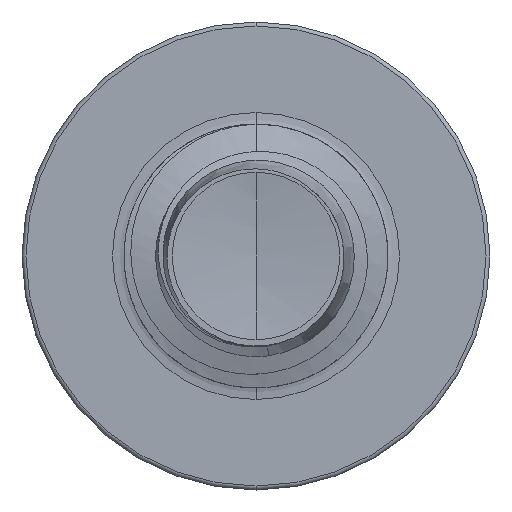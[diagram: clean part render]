
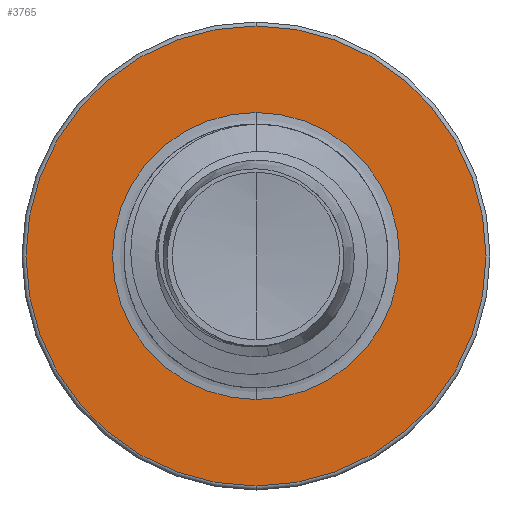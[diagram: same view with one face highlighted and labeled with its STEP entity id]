
A CAD part, front view. The second image highlights one B-rep face of the part: STEP entity #3765.
In plain terms, the highlighted planar face has unit normal (0, -1, 0).
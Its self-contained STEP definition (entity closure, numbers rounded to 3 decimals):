
#526 = DIRECTION ( 'NONE',  ( 0., 0., 1. ) ) ;
#546 = DIRECTION ( 'NONE',  ( 0., 1., 0. ) ) ;
#567 = CARTESIAN_POINT ( 'NONE',  ( 0., 4.5, 0. ) ) ;
#726 = PLANE ( 'NONE',  #13225 ) ;
#925 = EDGE_LOOP ( 'NONE', ( #9992, #9306 ) ) ;
#1077 = VERTEX_POINT ( 'NONE', #2203 ) ;
#1686 = CIRCLE ( 'NONE', #5563, 1.917 ) ;
#2068 = EDGE_CURVE ( 'NONE', #3339, #1077, #14485, .T. ) ;
#2203 = CARTESIAN_POINT ( 'NONE',  ( 0., 4.5, -1.196 ) ) ;
#3003 = CARTESIAN_POINT ( 'NONE',  ( 0., 4.5, 0. ) ) ;
#3339 = VERTEX_POINT ( 'NONE', #14620 ) ;
#3765 = ADVANCED_FACE ( 'NONE', ( #14112, #16486 ), #726, .F. ) ;
#3874 = EDGE_LOOP ( 'NONE', ( #12897, #10841 ) ) ;
#4469 = EDGE_CURVE ( 'NONE', #15214, #11432, #6868, .T. ) ;
#5401 = AXIS2_PLACEMENT_3D ( 'NONE', #567, #546, #526 ) ;
#5563 = AXIS2_PLACEMENT_3D ( 'NONE', #13862, #6059, #14937 ) ;
#5828 = DIRECTION ( 'NONE',  ( 0., 0., 1. ) ) ;
#5833 = DIRECTION ( 'NONE',  ( 0., 1., 0. ) ) ;
#5850 = CARTESIAN_POINT ( 'NONE',  ( 0., 4.5, 0. ) ) ;
#6059 = DIRECTION ( 'NONE',  ( 0., 1., 0. ) ) ;
#6197 = DIRECTION ( 'NONE',  ( 0., 0., 1. ) ) ;
#6212 = DIRECTION ( 'NONE',  ( 0., 1., 0. ) ) ;
#6572 = EDGE_CURVE ( 'NONE', #1077, #3339, #16176, .T. ) ;
#6868 = CIRCLE ( 'NONE', #12919, 1.917 ) ;
#7196 = AXIS2_PLACEMENT_3D ( 'NONE', #5850, #5833, #5828 ) ;
#9306 = ORIENTED_EDGE ( 'NONE', *, *, #14756, .F. ) ;
#9992 = ORIENTED_EDGE ( 'NONE', *, *, #4469, .F. ) ;
#10841 = ORIENTED_EDGE ( 'NONE', *, *, #6572, .T. ) ;
#11156 = DIRECTION ( 'NONE',  ( 0., 0., 1. ) ) ;
#11172 = DIRECTION ( 'NONE',  ( 0., 1., 0. ) ) ;
#11255 = CARTESIAN_POINT ( 'NONE',  ( 0., 4.5, -1.917 ) ) ;
#11432 = VERTEX_POINT ( 'NONE', #11255 ) ;
#11559 = CARTESIAN_POINT ( 'NONE',  ( 0., 4.5, -1.196 ) ) ;
#12897 = ORIENTED_EDGE ( 'NONE', *, *, #2068, .T. ) ;
#12919 = AXIS2_PLACEMENT_3D ( 'NONE', #3003, #6212, #6197 ) ;
#13225 = AXIS2_PLACEMENT_3D ( 'NONE', #11559, #11172, #11156 ) ;
#13847 = CARTESIAN_POINT ( 'NONE',  ( 0., 4.5, 1.917 ) ) ;
#13862 = CARTESIAN_POINT ( 'NONE',  ( 0., 4.5, 0. ) ) ;
#14112 = FACE_OUTER_BOUND ( 'NONE', #925, .T. ) ;
#14485 = CIRCLE ( 'NONE', #5401, 1.196 ) ;
#14620 = CARTESIAN_POINT ( 'NONE',  ( 0., 4.5, 1.196 ) ) ;
#14756 = EDGE_CURVE ( 'NONE', #11432, #15214, #1686, .T. ) ;
#14937 = DIRECTION ( 'NONE',  ( 0., 0., 1. ) ) ;
#15214 = VERTEX_POINT ( 'NONE', #13847 ) ;
#16176 = CIRCLE ( 'NONE', #7196, 1.196 ) ;
#16486 = FACE_BOUND ( 'NONE', #3874, .T. ) ;
